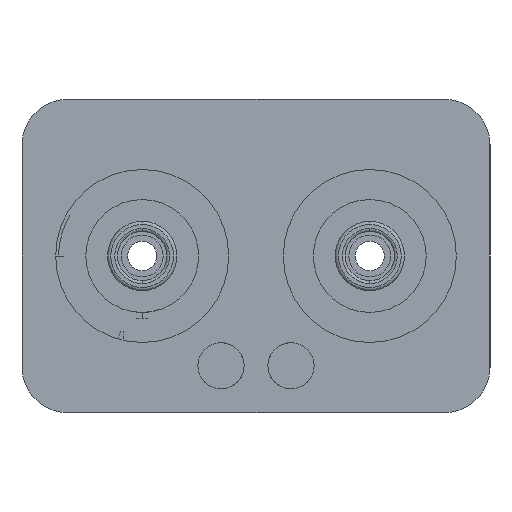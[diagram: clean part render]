
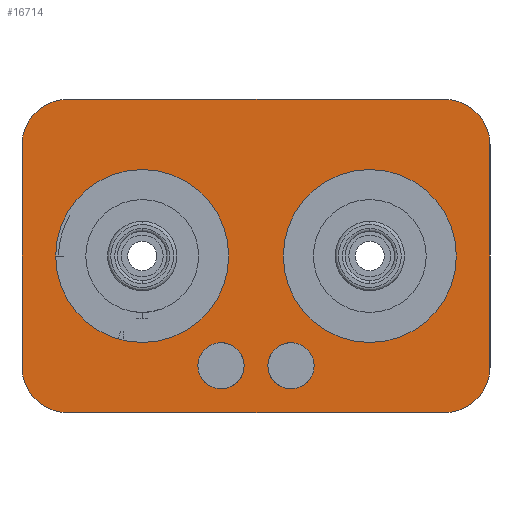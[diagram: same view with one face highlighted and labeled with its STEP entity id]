
A CAD part, left-side view. The second image highlights one B-rep face of the part: STEP entity #16714.
In plain terms, the highlighted planar face has unit normal (-1, 0, 0).
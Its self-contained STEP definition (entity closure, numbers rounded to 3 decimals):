
#350 = ORIENTED_EDGE ( 'NONE', *, *, #18241, .F. ) ;
#415 = DIRECTION ( 'NONE',  ( -1., 0., 0. ) ) ;
#449 = AXIS2_PLACEMENT_3D ( 'NONE', #15172, #22929, #11182 ) ;
#1035 = CARTESIAN_POINT ( 'NONE',  ( -78.25, 12.85, -8.6 ) ) ;
#1134 = CARTESIAN_POINT ( 'NONE',  ( -78.25, 1.92, -4.76 ) ) ;
#1184 = VERTEX_POINT ( 'NONE', #12461 ) ;
#1295 = VERTEX_POINT ( 'NONE', #20271 ) ;
#1357 = VERTEX_POINT ( 'NONE', #20665 ) ;
#2036 = LINE ( 'NONE', #1035, #11002 ) ;
#2066 = ORIENTED_EDGE ( 'NONE', *, *, #14737, .T. ) ;
#2132 = CIRCLE ( 'NONE', #18208, 4.75 ) ;
#2313 = EDGE_CURVE ( 'NONE', #21361, #12324, #2132, .T. ) ;
#2354 = DIRECTION ( 'NONE',  ( 1., 0., 0. ) ) ;
#2398 = AXIS2_PLACEMENT_3D ( 'NONE', #21687, #2441, #21768 ) ;
#2441 = DIRECTION ( 'NONE',  ( -1., 0., 0. ) ) ;
#2551 = DIRECTION ( 'NONE',  ( -1., 0., 0. ) ) ;
#2599 = EDGE_LOOP ( 'NONE', ( #12440, #23240 ) ) ;
#2724 = AXIS2_PLACEMENT_3D ( 'NONE', #2998, #10677, #20000 ) ;
#2753 = FACE_OUTER_BOUND ( 'NONE', #4509, .T. ) ;
#2776 = CARTESIAN_POINT ( 'NONE',  ( -78.25, 10.35, -6.1 ) ) ;
#2894 = DIRECTION ( 'NONE',  ( -1., 0., 0. ) ) ;
#2922 = AXIS2_PLACEMENT_3D ( 'NONE', #3784, #19111, #5596 ) ;
#2998 = CARTESIAN_POINT ( 'NONE',  ( -78.25, 6.25, 0. ) ) ;
#3089 = CARTESIAN_POINT ( 'NONE',  ( -78.25, -12.85, 0. ) ) ;
#3098 = EDGE_CURVE ( 'NONE', #12324, #21361, #18264, .T. ) ;
#3784 = CARTESIAN_POINT ( 'NONE',  ( -78.25, 12.85, 0. ) ) ;
#3852 = EDGE_CURVE ( 'NONE', #1295, #19733, #18823, .T. ) ;
#4164 = EDGE_CURVE ( 'NONE', #12288, #1184, #23935, .T. ) ;
#4369 = DIRECTION ( 'NONE',  ( -1., 0., 0. ) ) ;
#4481 = ORIENTED_EDGE ( 'NONE', *, *, #21395, .T. ) ;
#4482 = CARTESIAN_POINT ( 'NONE',  ( -78.25, -1.92, -6.03 ) ) ;
#4509 = EDGE_LOOP ( 'NONE', ( #5292, #13402, #24753, #20937, #10921, #4481, #16231, #2066 ) ) ;
#4861 = CARTESIAN_POINT ( 'NONE',  ( -78.25, -6.25, 0. ) ) ;
#4948 = DIRECTION ( 'NONE',  ( -1., 0., 0. ) ) ;
#5236 = VERTEX_POINT ( 'NONE', #14044 ) ;
#5292 = ORIENTED_EDGE ( 'NONE', *, *, #23474, .T. ) ;
#5455 = CARTESIAN_POINT ( 'NONE',  ( -78.25, 12.85, 8.6 ) ) ;
#5596 = DIRECTION ( 'NONE',  ( 0., 0., 1. ) ) ;
#5606 = DIRECTION ( 'NONE',  ( 0., -1., 0. ) ) ;
#5790 = ORIENTED_EDGE ( 'NONE', *, *, #16162, .F. ) ;
#5841 = PLANE ( 'NONE',  #2922 ) ;
#6034 = VERTEX_POINT ( 'NONE', #23770 ) ;
#6184 = DIRECTION ( 'NONE',  ( 0., 0., 1. ) ) ;
#6343 = FACE_BOUND ( 'NONE', #13169, .T. ) ;
#6738 = VECTOR ( 'NONE', #5606, 1000. ) ;
#6877 = LINE ( 'NONE', #19268, #7751 ) ;
#6882 = VERTEX_POINT ( 'NONE', #20088 ) ;
#6949 = CIRCLE ( 'NONE', #10743, 4.75 ) ;
#7243 = CARTESIAN_POINT ( 'NONE',  ( -78.25, -1.92, -6.03 ) ) ;
#7637 = CARTESIAN_POINT ( 'NONE',  ( -78.25, 6.25, -4.75 ) ) ;
#7751 = VECTOR ( 'NONE', #23031, 1000. ) ;
#8788 = DIRECTION ( 'NONE',  ( 0., 0., 1. ) ) ;
#8937 = EDGE_CURVE ( 'NONE', #6034, #17462, #19549, .T. ) ;
#9352 = CIRCLE ( 'NONE', #20935, 4.75 ) ;
#9656 = CARTESIAN_POINT ( 'NONE',  ( -78.25, -12.85, -6.1 ) ) ;
#9706 = CIRCLE ( 'NONE', #449, 1.27 ) ;
#9952 = CARTESIAN_POINT ( 'NONE',  ( -78.25, -10.35, -6.1 ) ) ;
#10206 = CARTESIAN_POINT ( 'NONE',  ( -78.25, 6.25, 0. ) ) ;
#10302 = ORIENTED_EDGE ( 'NONE', *, *, #3098, .T. ) ;
#10390 = ORIENTED_EDGE ( 'NONE', *, *, #2313, .T. ) ;
#10665 = DIRECTION ( 'NONE',  ( 0., 0., 1. ) ) ;
#10677 = DIRECTION ( 'NONE',  ( 1., 0., 0. ) ) ;
#10743 = AXIS2_PLACEMENT_3D ( 'NONE', #17524, #4369, #21524 ) ;
#10921 = ORIENTED_EDGE ( 'NONE', *, *, #3852, .F. ) ;
#11002 = VECTOR ( 'NONE', #24234, 1000. ) ;
#11182 = DIRECTION ( 'NONE',  ( 0., 0., 1. ) ) ;
#11276 = CARTESIAN_POINT ( 'NONE',  ( -78.25, -10.35, -8.6 ) ) ;
#11402 = EDGE_CURVE ( 'NONE', #15084, #19733, #24603, .T. ) ;
#11476 = DIRECTION ( 'NONE',  ( 0., 0., 1. ) ) ;
#11689 = CARTESIAN_POINT ( 'NONE',  ( -78.25, 12.85, -6.1 ) ) ;
#11691 = VECTOR ( 'NONE', #16335, 1000. ) ;
#11720 = FACE_BOUND ( 'NONE', #22307, .T. ) ;
#11896 = VERTEX_POINT ( 'NONE', #19334 ) ;
#12288 = VERTEX_POINT ( 'NONE', #1134 ) ;
#12324 = VERTEX_POINT ( 'NONE', #21989 ) ;
#12440 = ORIENTED_EDGE ( 'NONE', *, *, #4164, .F. ) ;
#12461 = CARTESIAN_POINT ( 'NONE',  ( -78.25, 1.92, -7.3 ) ) ;
#12475 = DIRECTION ( 'NONE',  ( 0., 0., 1. ) ) ;
#12910 = CIRCLE ( 'NONE', #18787, 2.5 ) ;
#13142 = DIRECTION ( 'NONE',  ( -1., 0., 0. ) ) ;
#13155 = CIRCLE ( 'NONE', #14283, 1.27 ) ;
#13169 = EDGE_LOOP ( 'NONE', ( #22471, #5790 ) ) ;
#13402 = ORIENTED_EDGE ( 'NONE', *, *, #16294, .T. ) ;
#13647 = EDGE_CURVE ( 'NONE', #1184, #12288, #9706, .T. ) ;
#13779 = DIRECTION ( 'NONE',  ( 0., 0., 1. ) ) ;
#14044 = CARTESIAN_POINT ( 'NONE',  ( -78.25, -1.92, -7.3 ) ) ;
#14283 = AXIS2_PLACEMENT_3D ( 'NONE', #7243, #22247, #24190 ) ;
#14330 = VERTEX_POINT ( 'NONE', #16700 ) ;
#14456 = DIRECTION ( 'NONE',  ( -1., 0., 0. ) ) ;
#14737 = EDGE_CURVE ( 'NONE', #6034, #6882, #18637, .T. ) ;
#14825 = AXIS2_PLACEMENT_3D ( 'NONE', #9952, #415, #13779 ) ;
#15084 = VERTEX_POINT ( 'NONE', #11276 ) ;
#15172 = CARTESIAN_POINT ( 'NONE',  ( -78.25, 1.92, -6.03 ) ) ;
#15174 = VERTEX_POINT ( 'NONE', #11689 ) ;
#16162 = EDGE_CURVE ( 'NONE', #1357, #14330, #6949, .T. ) ;
#16231 = ORIENTED_EDGE ( 'NONE', *, *, #8937, .F. ) ;
#16270 = EDGE_CURVE ( 'NONE', #14330, #1357, #9352, .T. ) ;
#16294 = EDGE_CURVE ( 'NONE', #15174, #11896, #19474, .T. ) ;
#16335 = DIRECTION ( 'NONE',  ( 0., 0., -1. ) ) ;
#16700 = CARTESIAN_POINT ( 'NONE',  ( -78.25, -6.25, -4.75 ) ) ;
#16714 = ADVANCED_FACE ( 'NONE', ( #2753, #18853, #11720, #6343, #20943 ), #5841, .T. ) ;
#17132 = AXIS2_PLACEMENT_3D ( 'NONE', #4482, #2551, #19722 ) ;
#17462 = VERTEX_POINT ( 'NONE', #21397 ) ;
#17524 = CARTESIAN_POINT ( 'NONE',  ( -78.25, -6.25, 0. ) ) ;
#18208 = AXIS2_PLACEMENT_3D ( 'NONE', #10206, #2354, #6184 ) ;
#18241 = EDGE_CURVE ( 'NONE', #22439, #5236, #13155, .T. ) ;
#18264 = CIRCLE ( 'NONE', #2724, 4.75 ) ;
#18637 = CIRCLE ( 'NONE', #2398, 2.5 ) ;
#18753 = CIRCLE ( 'NONE', #17132, 1.27 ) ;
#18787 = AXIS2_PLACEMENT_3D ( 'NONE', #20714, #13142, #11476 ) ;
#18823 = LINE ( 'NONE', #3089, #11691 ) ;
#18853 = FACE_BOUND ( 'NONE', #2599, .T. ) ;
#19111 = DIRECTION ( 'NONE',  ( -1., 0., 0. ) ) ;
#19268 = CARTESIAN_POINT ( 'NONE',  ( -78.25, 12.85, 0. ) ) ;
#19334 = CARTESIAN_POINT ( 'NONE',  ( -78.25, 10.35, -8.6 ) ) ;
#19474 = CIRCLE ( 'NONE', #20620, 2.5 ) ;
#19549 = LINE ( 'NONE', #5455, #6738 ) ;
#19722 = DIRECTION ( 'NONE',  ( 0., 0., -1. ) ) ;
#19733 = VERTEX_POINT ( 'NONE', #9656 ) ;
#19983 = CARTESIAN_POINT ( 'NONE',  ( -78.25, 1.92, -6.03 ) ) ;
#20000 = DIRECTION ( 'NONE',  ( 0., 0., 1. ) ) ;
#20052 = EDGE_CURVE ( 'NONE', #11896, #15084, #2036, .T. ) ;
#20088 = CARTESIAN_POINT ( 'NONE',  ( -78.25, 12.85, 6.1 ) ) ;
#20180 = CARTESIAN_POINT ( 'NONE',  ( -78.25, -1.92, -4.76 ) ) ;
#20271 = CARTESIAN_POINT ( 'NONE',  ( -78.25, -12.85, 6.1 ) ) ;
#20620 = AXIS2_PLACEMENT_3D ( 'NONE', #2776, #4948, #8788 ) ;
#20665 = CARTESIAN_POINT ( 'NONE',  ( -78.25, -6.25, 4.75 ) ) ;
#20714 = CARTESIAN_POINT ( 'NONE',  ( -78.25, -10.35, 6.1 ) ) ;
#20935 = AXIS2_PLACEMENT_3D ( 'NONE', #4861, #14456, #12475 ) ;
#20937 = ORIENTED_EDGE ( 'NONE', *, *, #11402, .T. ) ;
#20943 = FACE_BOUND ( 'NONE', #23694, .T. ) ;
#21361 = VERTEX_POINT ( 'NONE', #7637 ) ;
#21395 = EDGE_CURVE ( 'NONE', #1295, #17462, #12910, .T. ) ;
#21397 = CARTESIAN_POINT ( 'NONE',  ( -78.25, -10.35, 8.6 ) ) ;
#21524 = DIRECTION ( 'NONE',  ( 0., 0., 1. ) ) ;
#21598 = AXIS2_PLACEMENT_3D ( 'NONE', #19983, #2894, #10665 ) ;
#21687 = CARTESIAN_POINT ( 'NONE',  ( -78.25, 10.35, 6.1 ) ) ;
#21768 = DIRECTION ( 'NONE',  ( 0., 0., 1. ) ) ;
#21989 = CARTESIAN_POINT ( 'NONE',  ( -78.25, 6.25, 4.75 ) ) ;
#22247 = DIRECTION ( 'NONE',  ( -1., 0., 0. ) ) ;
#22307 = EDGE_LOOP ( 'NONE', ( #10302, #10390 ) ) ;
#22439 = VERTEX_POINT ( 'NONE', #20180 ) ;
#22471 = ORIENTED_EDGE ( 'NONE', *, *, #16270, .F. ) ;
#22698 = ORIENTED_EDGE ( 'NONE', *, *, #24404, .F. ) ;
#22929 = DIRECTION ( 'NONE',  ( -1., 0., 0. ) ) ;
#23031 = DIRECTION ( 'NONE',  ( 0., 0., -1. ) ) ;
#23240 = ORIENTED_EDGE ( 'NONE', *, *, #13647, .F. ) ;
#23474 = EDGE_CURVE ( 'NONE', #6882, #15174, #6877, .T. ) ;
#23694 = EDGE_LOOP ( 'NONE', ( #22698, #350 ) ) ;
#23770 = CARTESIAN_POINT ( 'NONE',  ( -78.25, 10.35, 8.6 ) ) ;
#23935 = CIRCLE ( 'NONE', #21598, 1.27 ) ;
#24190 = DIRECTION ( 'NONE',  ( 0., 0., -1. ) ) ;
#24234 = DIRECTION ( 'NONE',  ( 0., -1., 0. ) ) ;
#24404 = EDGE_CURVE ( 'NONE', #5236, #22439, #18753, .T. ) ;
#24603 = CIRCLE ( 'NONE', #14825, 2.5 ) ;
#24753 = ORIENTED_EDGE ( 'NONE', *, *, #20052, .T. ) ;
